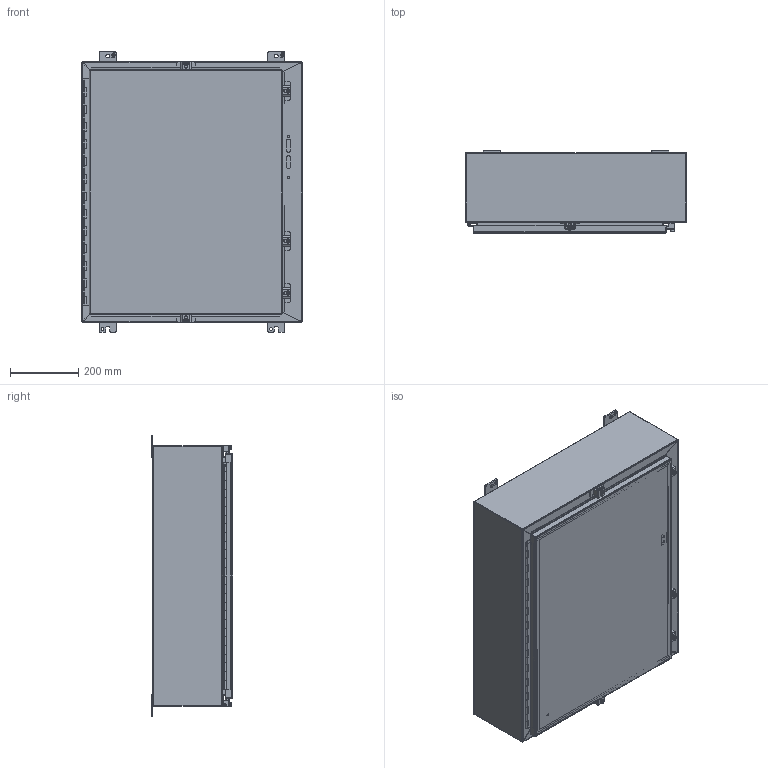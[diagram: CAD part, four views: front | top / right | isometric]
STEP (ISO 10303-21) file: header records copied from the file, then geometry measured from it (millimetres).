
FILE_DESCRIPTION (( 'STEP AP203' ), '1' );
FILE_NAME ('1447SN4E8_Default.step', '2019-11-12T14:58:59', ( '' ), ( '' ), 'SwSTEP 2.0', 'SolidWorks 2019', '' );
FILE_SCHEMA (( 'CONFIG_CONTROL_DESIGN' ));
Length unit declared in the file: inch
Products named in the file (1): 1447SN4E8_Default
Bounding box: 644.52 x 238.68 x 819.15 mm (x, y, z)
Volume: 4366838.3 mm3; surface area: 4499334 mm2
Topology: 46 solids, 47 shells, 1639 faces, 4263 edges, 2762 vertices
Faces by surface type: plane 972, cylinder 573, bspline 72, cone 22
Entity records: 53528 total; most frequent: CARTESIAN_POINT 12865, ORIENTED_EDGE 8518, DIRECTION 8319, EDGE_CURVE 4259, LINE 2951, VECTOR 2951, VERTEX_POINT 2762, AXIS2_PLACEMENT_3D 2684
